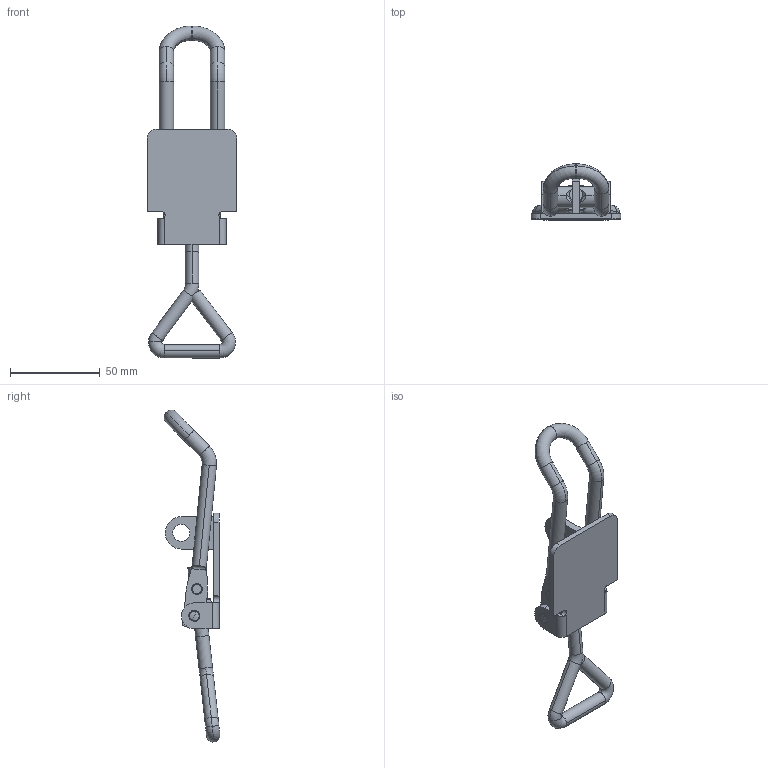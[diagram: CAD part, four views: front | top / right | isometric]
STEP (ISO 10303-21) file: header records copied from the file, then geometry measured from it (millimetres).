
FILE_DESCRIPTION (( 'STEP AP214' ), '1' );
FILE_NAME ('D12391DMETR - 123 SS1.STEP', '2017-02-16T15:51:34', ( '' ), ( '' ), 'SwSTEP 2.0', 'SolidWorks 2015', '' );
FILE_SCHEMA (( 'AUTOMOTIVE_DESIGN' ));
Length unit declared in the file: millimetre
Products named in the file (7): skruvögla; rulle; nit; mutter; bygel; platta; D12391DMETR - 123 SS1
Assembly tree (7 placements, depth 2):
  D12391DMETR - 123 SS1
    platta
    bygel
    mutter
    nit  x2
    rulle
    skruvögla
Bounding box: 50 x 31.18 x 185.02 mm (x, y, z)
Volume: 35274.2 mm3; surface area: 22710.1 mm2
Topology: 7 solids, 7 shells, 189 faces, 455 edges, 278 vertices
Faces by surface type: cylinder 86, plane 63, torus 24, bspline 8, sphere 4, cone 4
Entity records: 5879 total; most frequent: CARTESIAN_POINT 1410, DIRECTION 921, ORIENTED_EDGE 846, EDGE_CURVE 423, AXIS2_PLACEMENT_3D 360, VERTEX_POINT 263, VECTOR 201, LINE 201
